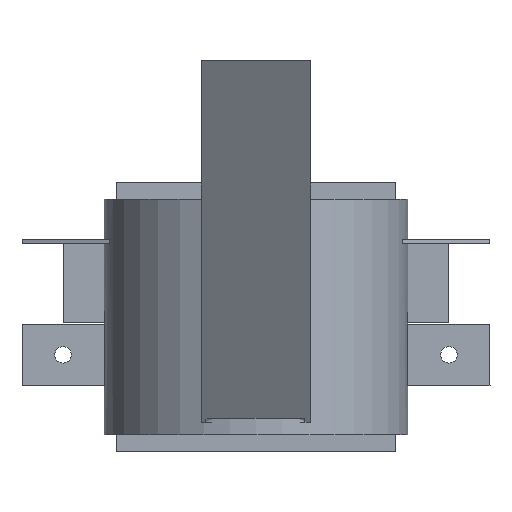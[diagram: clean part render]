
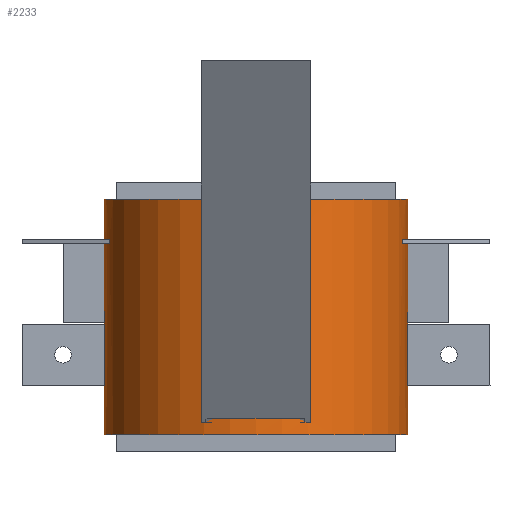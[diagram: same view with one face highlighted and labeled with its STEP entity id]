
A CAD part, front view. The second image highlights one B-rep face of the part: STEP entity #2233.
In plain terms, the highlighted cylindrical face has radius 37 mm (diameter 74 mm), a partial arc.
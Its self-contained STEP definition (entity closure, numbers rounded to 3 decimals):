
#30=FACE_BOUND('',#265,.T.);
#31=FACE_BOUND('',#266,.T.);
#32=FACE_BOUND('',#267,.T.);
#45=CYLINDRICAL_SURFACE('',#2384,37.);
#66=CIRCLE('',#2365,37.);
#68=CIRCLE('',#2369,37.);
#74=CIRCLE('',#2381,37.);
#75=CIRCLE('',#2383,37.);
#76=CIRCLE('',#2385,37.);
#77=CIRCLE('',#2386,37.);
#78=CIRCLE('',#2387,37.);
#79=CIRCLE('',#2388,37.);
#80=CIRCLE('',#2389,37.);
#81=CIRCLE('',#2390,37.);
#82=CIRCLE('',#2391,37.);
#83=CIRCLE('',#2392,37.);
#138=FACE_OUTER_BOUND('',#264,.T.);
#264=EDGE_LOOP('',(#1509,#1510,#1511,#1512,#1513,#1514,#1515,#1516,#1517,
#1518,#1519,#1520,#1521,#1522,#1523));
#265=EDGE_LOOP('',(#1524,#1525,#1526,#1527));
#266=EDGE_LOOP('',(#1528,#1529,#1530,#1531));
#267=EDGE_LOOP('',(#1532,#1533,#1534,#1535));
#390=LINE('',#3209,#654);
#395=LINE('',#3223,#659);
#401=LINE('',#3247,#665);
#412=LINE('',#3273,#676);
#413=LINE('',#3275,#677);
#414=LINE('',#3277,#678);
#415=LINE('',#3281,#679);
#416=LINE('',#3285,#680);
#417=LINE('',#3289,#681);
#418=LINE('',#3293,#682);
#419=LINE('',#3294,#683);
#420=LINE('',#3297,#684);
#421=LINE('',#3301,#685);
#422=LINE('',#3305,#686);
#423=LINE('',#3309,#687);
#654=VECTOR('',#2560,10.);
#659=VECTOR('',#2573,10.);
#665=VECTOR('',#2599,10.);
#676=VECTOR('',#2624,10.);
#677=VECTOR('',#2625,10.);
#678=VECTOR('',#2626,10.);
#679=VECTOR('',#2629,10.);
#680=VECTOR('',#2632,10.);
#681=VECTOR('',#2635,10.);
#682=VECTOR('',#2638,10.);
#683=VECTOR('',#2639,10.);
#684=VECTOR('',#2640,10.);
#685=VECTOR('',#2643,10.);
#686=VECTOR('',#2646,10.);
#687=VECTOR('',#2649,10.);
#918=VERTEX_POINT('',#3207);
#919=VERTEX_POINT('',#3208);
#922=VERTEX_POINT('',#3216);
#924=VERTEX_POINT('',#3222);
#931=VERTEX_POINT('',#3244);
#932=VERTEX_POINT('',#3246);
#938=VERTEX_POINT('',#3264);
#939=VERTEX_POINT('',#3268);
#940=VERTEX_POINT('',#3272);
#941=VERTEX_POINT('',#3274);
#942=VERTEX_POINT('',#3276);
#943=VERTEX_POINT('',#3278);
#944=VERTEX_POINT('',#3280);
#945=VERTEX_POINT('',#3282);
#946=VERTEX_POINT('',#3284);
#947=VERTEX_POINT('',#3286);
#948=VERTEX_POINT('',#3288);
#949=VERTEX_POINT('',#3290);
#950=VERTEX_POINT('',#3292);
#951=VERTEX_POINT('',#3295);
#952=VERTEX_POINT('',#3296);
#953=VERTEX_POINT('',#3298);
#954=VERTEX_POINT('',#3300);
#955=VERTEX_POINT('',#3303);
#956=VERTEX_POINT('',#3304);
#957=VERTEX_POINT('',#3306);
#958=VERTEX_POINT('',#3308);
#1131=EDGE_CURVE('',#918,#919,#390,.T.);
#1135=EDGE_CURVE('',#919,#922,#66,.T.);
#1138=EDGE_CURVE('',#922,#924,#395,.T.);
#1141=EDGE_CURVE('',#924,#918,#68,.T.);
#1150=EDGE_CURVE('',#932,#931,#401,.T.);
#1160=EDGE_CURVE('',#938,#932,#74,.T.);
#1162=EDGE_CURVE('',#931,#939,#75,.T.);
#1163=EDGE_CURVE('',#940,#939,#412,.T.);
#1164=EDGE_CURVE('',#941,#940,#413,.T.);
#1165=EDGE_CURVE('',#942,#941,#414,.T.);
#1166=EDGE_CURVE('',#942,#943,#76,.T.);
#1167=EDGE_CURVE('',#943,#944,#415,.T.);
#1168=EDGE_CURVE('',#944,#945,#77,.T.);
#1169=EDGE_CURVE('',#945,#946,#416,.T.);
#1170=EDGE_CURVE('',#946,#947,#78,.T.);
#1171=EDGE_CURVE('',#947,#948,#417,.T.);
#1172=EDGE_CURVE('',#949,#948,#79,.T.);
#1173=EDGE_CURVE('',#950,#949,#418,.T.);
#1174=EDGE_CURVE('',#938,#950,#419,.T.);
#1175=EDGE_CURVE('',#951,#952,#420,.T.);
#1176=EDGE_CURVE('',#952,#953,#80,.T.);
#1177=EDGE_CURVE('',#953,#954,#421,.T.);
#1178=EDGE_CURVE('',#954,#951,#81,.T.);
#1179=EDGE_CURVE('',#955,#956,#422,.T.);
#1180=EDGE_CURVE('',#956,#957,#82,.T.);
#1181=EDGE_CURVE('',#957,#958,#423,.T.);
#1182=EDGE_CURVE('',#958,#955,#83,.T.);
#1509=ORIENTED_EDGE('',*,*,#1160,.T.);
#1510=ORIENTED_EDGE('',*,*,#1150,.T.);
#1511=ORIENTED_EDGE('',*,*,#1162,.T.);
#1512=ORIENTED_EDGE('',*,*,#1163,.F.);
#1513=ORIENTED_EDGE('',*,*,#1164,.F.);
#1514=ORIENTED_EDGE('',*,*,#1165,.F.);
#1515=ORIENTED_EDGE('',*,*,#1166,.T.);
#1516=ORIENTED_EDGE('',*,*,#1167,.T.);
#1517=ORIENTED_EDGE('',*,*,#1168,.T.);
#1518=ORIENTED_EDGE('',*,*,#1169,.T.);
#1519=ORIENTED_EDGE('',*,*,#1170,.T.);
#1520=ORIENTED_EDGE('',*,*,#1171,.T.);
#1521=ORIENTED_EDGE('',*,*,#1172,.F.);
#1522=ORIENTED_EDGE('',*,*,#1173,.F.);
#1523=ORIENTED_EDGE('',*,*,#1174,.F.);
#1524=ORIENTED_EDGE('',*,*,#1138,.T.);
#1525=ORIENTED_EDGE('',*,*,#1141,.T.);
#1526=ORIENTED_EDGE('',*,*,#1131,.T.);
#1527=ORIENTED_EDGE('',*,*,#1135,.T.);
#1528=ORIENTED_EDGE('',*,*,#1175,.T.);
#1529=ORIENTED_EDGE('',*,*,#1176,.T.);
#1530=ORIENTED_EDGE('',*,*,#1177,.T.);
#1531=ORIENTED_EDGE('',*,*,#1178,.T.);
#1532=ORIENTED_EDGE('',*,*,#1179,.T.);
#1533=ORIENTED_EDGE('',*,*,#1180,.T.);
#1534=ORIENTED_EDGE('',*,*,#1181,.T.);
#1535=ORIENTED_EDGE('',*,*,#1182,.T.);
#2233=ADVANCED_FACE('',(#138,#30,#31,#32),#45,.T.);
#2365=AXIS2_PLACEMENT_3D('',#3217,#2566,#2567);
#2369=AXIS2_PLACEMENT_3D('',#3228,#2578,#2579);
#2381=AXIS2_PLACEMENT_3D('',#3266,#2615,#2616);
#2383=AXIS2_PLACEMENT_3D('',#3270,#2620,#2621);
#2384=AXIS2_PLACEMENT_3D('',#3271,#2622,#2623);
#2385=AXIS2_PLACEMENT_3D('',#3279,#2627,#2628);
#2386=AXIS2_PLACEMENT_3D('',#3283,#2630,#2631);
#2387=AXIS2_PLACEMENT_3D('',#3287,#2633,#2634);
#2388=AXIS2_PLACEMENT_3D('',#3291,#2636,#2637);
#2389=AXIS2_PLACEMENT_3D('',#3299,#2641,#2642);
#2390=AXIS2_PLACEMENT_3D('',#3302,#2644,#2645);
#2391=AXIS2_PLACEMENT_3D('',#3307,#2647,#2648);
#2392=AXIS2_PLACEMENT_3D('',#3310,#2650,#2651);
#2560=DIRECTION('',(0.,0.,-1.));
#2566=DIRECTION('center_axis',(0.,0.,-1.));
#2567=DIRECTION('ref_axis',(1.,0.,0.));
#2573=DIRECTION('',(0.,0.,1.));
#2578=DIRECTION('center_axis',(0.,0.,1.));
#2579=DIRECTION('ref_axis',(1.,0.,0.));
#2599=DIRECTION('',(0.,0.,-1.));
#2615=DIRECTION('center_axis',(0.,0.,1.));
#2616=DIRECTION('ref_axis',(1.,0.,0.));
#2620=DIRECTION('center_axis',(0.,0.,-1.));
#2621=DIRECTION('ref_axis',(1.,0.,0.));
#2622=DIRECTION('center_axis',(0.,0.,1.));
#2623=DIRECTION('ref_axis',(1.,0.,0.));
#2624=DIRECTION('',(0.,0.,1.));
#2625=DIRECTION('',(0.,0.,1.));
#2626=DIRECTION('',(0.,0.,1.));
#2627=DIRECTION('center_axis',(0.,0.,1.));
#2628=DIRECTION('ref_axis',(1.,0.,0.));
#2629=DIRECTION('',(0.,0.,1.));
#2630=DIRECTION('center_axis',(0.,0.,-1.));
#2631=DIRECTION('ref_axis',(1.,0.,0.));
#2632=DIRECTION('',(0.,0.,1.));
#2633=DIRECTION('center_axis',(0.,0.,1.));
#2634=DIRECTION('ref_axis',(1.,0.,0.));
#2635=DIRECTION('',(0.,0.,1.));
#2636=DIRECTION('center_axis',(0.,0.,1.));
#2637=DIRECTION('ref_axis',(1.,0.,0.));
#2638=DIRECTION('',(0.,0.,1.));
#2639=DIRECTION('',(0.,0.,1.));
#2640=DIRECTION('',(0.,0.,1.));
#2641=DIRECTION('center_axis',(0.,0.,1.));
#2642=DIRECTION('ref_axis',(1.,0.,0.));
#2643=DIRECTION('',(0.,0.,-1.));
#2644=DIRECTION('center_axis',(0.,0.,-1.));
#2645=DIRECTION('ref_axis',(1.,0.,0.));
#2646=DIRECTION('',(0.,0.,-1.));
#2647=DIRECTION('center_axis',(0.,0.,-1.));
#2648=DIRECTION('ref_axis',(1.,0.,0.));
#2649=DIRECTION('',(0.,0.,1.));
#2650=DIRECTION('center_axis',(0.,0.,1.));
#2651=DIRECTION('ref_axis',(1.,0.,0.));
#3207=CARTESIAN_POINT('',(12.5,-34.825,53.4));
#3208=CARTESIAN_POINT('',(12.5,-34.825,5.4));
#3209=CARTESIAN_POINT('',(12.5,-34.825,0.));
#3216=CARTESIAN_POINT('',(-12.5,-34.825,5.4));
#3217=CARTESIAN_POINT('Origin',(0.,0.,5.4));
#3222=CARTESIAN_POINT('',(-12.5,-34.825,53.4));
#3223=CARTESIAN_POINT('',(-12.5,-34.825,0.));
#3228=CARTESIAN_POINT('Origin',(0.,0.,53.4));
#3244=CARTESIAN_POINT('',(-36.947,-1.983,30.4));
#3246=CARTESIAN_POINT('',(-36.947,-1.983,45.4));
#3247=CARTESIAN_POINT('',(-36.947,-1.983,0.));
#3264=CARTESIAN_POINT('',(-37.,-0.01,45.4));
#3266=CARTESIAN_POINT('Origin',(0.,0.,45.4));
#3268=CARTESIAN_POINT('',(-37.,-0.01,30.4));
#3270=CARTESIAN_POINT('Origin',(0.,0.,30.4));
#3271=CARTESIAN_POINT('Origin',(0.,0.,0.));
#3272=CARTESIAN_POINT('',(-37.,-0.01,3.4));
#3273=CARTESIAN_POINT('',(-37.,-0.01,3.4));
#3274=CARTESIAN_POINT('',(-37.,-0.01,1.));
#3275=CARTESIAN_POINT('',(-37.,-0.01,1.));
#3276=CARTESIAN_POINT('',(-37.,-0.01,0.));
#3277=CARTESIAN_POINT('',(-37.,-0.01,0.));
#3278=CARTESIAN_POINT('',(37.,0.,0.));
#3279=CARTESIAN_POINT('Origin',(0.,0.,0.));
#3280=CARTESIAN_POINT('',(37.,0.,30.4));
#3281=CARTESIAN_POINT('',(37.,0.,0.));
#3282=CARTESIAN_POINT('',(36.946,-2.,30.4));
#3283=CARTESIAN_POINT('Origin',(0.,0.,30.4));
#3284=CARTESIAN_POINT('',(36.946,-2.,45.4));
#3285=CARTESIAN_POINT('',(36.946,-2.,0.));
#3286=CARTESIAN_POINT('',(37.,0.,45.4));
#3287=CARTESIAN_POINT('Origin',(0.,0.,45.4));
#3288=CARTESIAN_POINT('',(37.,0.,57.4));
#3289=CARTESIAN_POINT('',(37.,0.,0.));
#3290=CARTESIAN_POINT('',(-37.,-0.01,57.4));
#3291=CARTESIAN_POINT('Origin',(0.,0.,57.4));
#3292=CARTESIAN_POINT('',(-37.,-0.01,55.4));
#3293=CARTESIAN_POINT('',(-37.,-0.01,55.4));
#3294=CARTESIAN_POINT('',(-37.,-0.01,3.4));
#3295=CARTESIAN_POINT('',(-36.947,-1.983,9.8));
#3296=CARTESIAN_POINT('',(-36.947,-1.983,10.8));
#3297=CARTESIAN_POINT('',(-36.947,-1.983,0.));
#3298=CARTESIAN_POINT('',(-35.696,-9.737,10.8));
#3299=CARTESIAN_POINT('Origin',(0.,0.,10.8));
#3300=CARTESIAN_POINT('',(-35.696,-9.737,9.8));
#3301=CARTESIAN_POINT('',(-35.696,-9.737,0.));
#3302=CARTESIAN_POINT('Origin',(0.,0.,9.8));
#3303=CARTESIAN_POINT('',(36.946,-2.,10.8));
#3304=CARTESIAN_POINT('',(36.946,-2.,9.8));
#3305=CARTESIAN_POINT('',(36.946,-2.,0.));
#3306=CARTESIAN_POINT('',(35.691,-9.756,9.8));
#3307=CARTESIAN_POINT('Origin',(0.,0.,9.8));
#3308=CARTESIAN_POINT('',(35.691,-9.756,10.8));
#3309=CARTESIAN_POINT('',(35.691,-9.756,0.));
#3310=CARTESIAN_POINT('Origin',(0.,0.,10.8));
